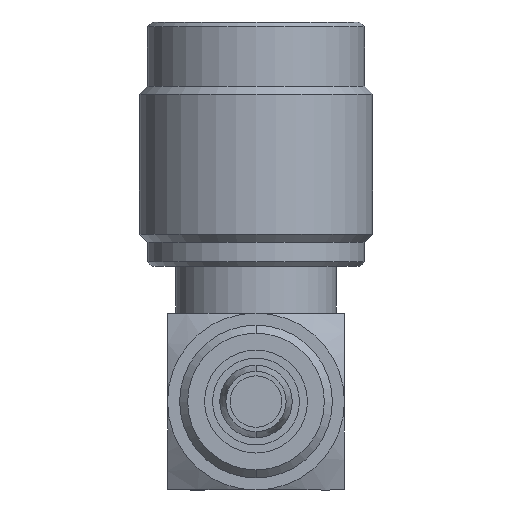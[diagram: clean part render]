
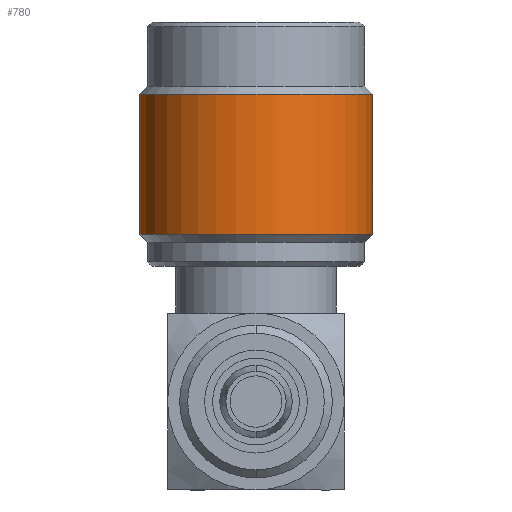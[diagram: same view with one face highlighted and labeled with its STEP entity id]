
A CAD part, front view. The second image highlights one B-rep face of the part: STEP entity #780.
In plain terms, the highlighted cylindrical face has radius 7.25 mm (diameter 14.5 mm), a partial arc.
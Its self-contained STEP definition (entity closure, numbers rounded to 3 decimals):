
#72 = CARTESIAN_POINT ( 'NONE',  ( 0., 0., -13.2 ) ) ;
#100 = DIRECTION ( 'NONE',  ( 0., 0., 1. ) ) ;
#199 = EDGE_CURVE ( 'NONE', #2292, #2255, #615, .T. ) ;
#214 = ORIENTED_EDGE ( 'NONE', *, *, #1083, .T. ) ;
#228 = CARTESIAN_POINT ( 'NONE',  ( 0., 0., -4.5 ) ) ;
#262 = ORIENTED_EDGE ( 'NONE', *, *, #638, .T. ) ;
#344 = CIRCLE ( 'NONE', #634, 7.25 ) ;
#353 = CARTESIAN_POINT ( 'NONE',  ( -7.25, 0., -4.5 ) ) ;
#404 = AXIS2_PLACEMENT_3D ( 'NONE', #959, #1359, #1594 ) ;
#424 = CIRCLE ( 'NONE', #1884, 7.25 ) ;
#615 = LINE ( 'NONE', #2095, #1036 ) ;
#634 = AXIS2_PLACEMENT_3D ( 'NONE', #72, #100, #1334 ) ;
#638 = EDGE_CURVE ( 'NONE', #1742, #2220, #745, .T. ) ;
#745 = LINE ( 'NONE', #1154, #2086 ) ;
#780 = ADVANCED_FACE ( 'NONE', ( #1240 ), #1027, .T. ) ;
#790 = CARTESIAN_POINT ( 'NONE',  ( 7.25, 0., -4.5 ) ) ;
#906 = ORIENTED_EDGE ( 'NONE', *, *, #1867, .F. ) ;
#959 = CARTESIAN_POINT ( 'NONE',  ( 0., 0., 0. ) ) ;
#1027 = CYLINDRICAL_SURFACE ( 'NONE', #404, 7.25 ) ;
#1036 = VECTOR ( 'NONE', #1062, 1000. ) ;
#1056 = DIRECTION ( 'NONE',  ( 0., 0., 1. ) ) ;
#1062 = DIRECTION ( 'NONE',  ( 0., 0., 1. ) ) ;
#1083 = EDGE_CURVE ( 'NONE', #2292, #1742, #344, .T. ) ;
#1154 = CARTESIAN_POINT ( 'NONE',  ( 7.25, 0., 0. ) ) ;
#1240 = FACE_OUTER_BOUND ( 'NONE', #1466, .T. ) ;
#1313 = DIRECTION ( 'NONE',  ( 1., 0., 0. ) ) ;
#1334 = DIRECTION ( 'NONE',  ( 1., 0., 0. ) ) ;
#1359 = DIRECTION ( 'NONE',  ( 0., 0., 1. ) ) ;
#1462 = DIRECTION ( 'NONE',  ( 0., 0., 1. ) ) ;
#1466 = EDGE_LOOP ( 'NONE', ( #1769, #214, #262, #906 ) ) ;
#1594 = DIRECTION ( 'NONE',  ( 1., 0., 0. ) ) ;
#1719 = CARTESIAN_POINT ( 'NONE',  ( -7.25, 0., -13.2 ) ) ;
#1742 = VERTEX_POINT ( 'NONE', #1933 ) ;
#1769 = ORIENTED_EDGE ( 'NONE', *, *, #199, .F. ) ;
#1867 = EDGE_CURVE ( 'NONE', #2255, #2220, #424, .T. ) ;
#1884 = AXIS2_PLACEMENT_3D ( 'NONE', #228, #1056, #1313 ) ;
#1933 = CARTESIAN_POINT ( 'NONE',  ( 7.25, 0., -13.2 ) ) ;
#2086 = VECTOR ( 'NONE', #1462, 1000. ) ;
#2095 = CARTESIAN_POINT ( 'NONE',  ( -7.25, 0., 0. ) ) ;
#2220 = VERTEX_POINT ( 'NONE', #790 ) ;
#2255 = VERTEX_POINT ( 'NONE', #353 ) ;
#2292 = VERTEX_POINT ( 'NONE', #1719 ) ;
